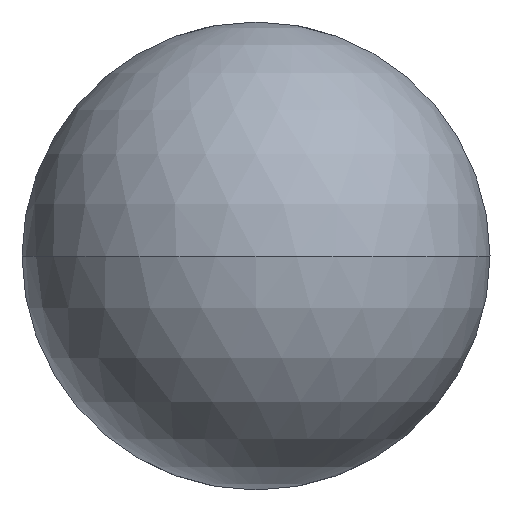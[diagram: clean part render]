
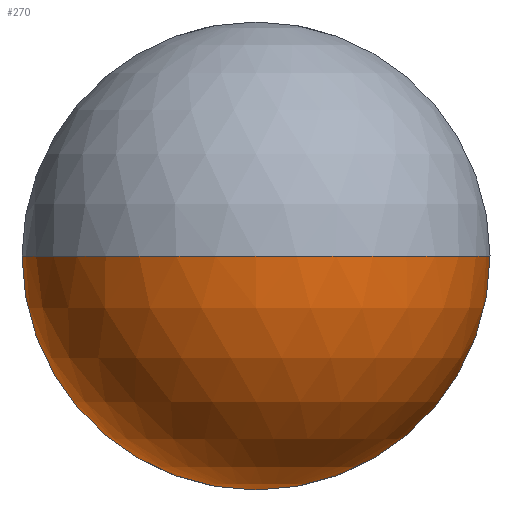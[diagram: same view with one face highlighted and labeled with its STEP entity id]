
A CAD part, front view. The second image highlights one B-rep face of the part: STEP entity #270.
In plain terms, the highlighted spherical face has radius 6.35 mm.
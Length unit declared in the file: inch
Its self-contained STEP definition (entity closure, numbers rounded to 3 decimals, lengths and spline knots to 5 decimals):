
#9 = VERTEX_POINT ( 'NONE', #167 ) ;
#21 = CARTESIAN_POINT ( 'NONE',  ( 0.25, 0.25, 0. ) ) ;
#24 = CIRCLE ( 'NONE', #244, 0.25 ) ;
#50 = CARTESIAN_POINT ( 'NONE',  ( 0., 0., 0. ) ) ;
#75 = DIRECTION ( 'NONE',  ( 0., 0., 1. ) ) ;
#83 = VERTEX_POINT ( 'NONE', #21 ) ;
#91 = VERTEX_POINT ( 'NONE', #101 ) ;
#101 = CARTESIAN_POINT ( 'NONE',  ( 0., 0.25, -0.25 ) ) ;
#121 = AXIS2_PLACEMENT_3D ( 'NONE', #162, #494, #134 ) ;
#127 = EDGE_CURVE ( 'NONE', #9, #91, #276, .T. ) ;
#134 = DIRECTION ( 'NONE',  ( 0., 0., -1. ) ) ;
#136 = VERTEX_POINT ( 'NONE', #50 ) ;
#144 = CIRCLE ( 'NONE', #121, 0.25 ) ;
#153 = AXIS2_PLACEMENT_3D ( 'NONE', #477, #259, #251 ) ;
#157 = CARTESIAN_POINT ( 'NONE',  ( 0., 0.25, 0. ) ) ;
#162 = CARTESIAN_POINT ( 'NONE',  ( 0., 0.25, 0. ) ) ;
#167 = CARTESIAN_POINT ( 'NONE',  ( -0.25, 0.25, 0. ) ) ;
#203 = AXIS2_PLACEMENT_3D ( 'NONE', #157, #394, #398 ) ;
#204 = EDGE_CURVE ( 'NONE', #9, #136, #24, .T. ) ;
#209 = ORIENTED_EDGE ( 'NONE', *, *, #479, .T. ) ;
#241 = EDGE_CURVE ( 'NONE', #91, #83, #144, .T. ) ;
#244 = AXIS2_PLACEMENT_3D ( 'NONE', #442, #75, #351 ) ;
#245 = FACE_OUTER_BOUND ( 'NONE', #509, .T. ) ;
#251 = DIRECTION ( 'NONE',  ( 0., 0., -1. ) ) ;
#257 = DIRECTION ( 'NONE',  ( -1., 0., 0. ) ) ;
#258 = ORIENTED_EDGE ( 'NONE', *, *, #127, .T. ) ;
#259 = DIRECTION ( 'NONE',  ( 0., -1., 0. ) ) ;
#270 = ADVANCED_FACE ( 'NONE', ( #245 ), #372, .T. ) ;
#276 = CIRCLE ( 'NONE', #153, 0.25 ) ;
#287 = DIRECTION ( 'NONE',  ( 0., 0., -1. ) ) ;
#351 = DIRECTION ( 'NONE',  ( 1., 0., 0. ) ) ;
#371 = CARTESIAN_POINT ( 'NONE',  ( 0., 0.25, 0. ) ) ;
#372 = SPHERICAL_SURFACE ( 'NONE', #414, 0.25 ) ;
#394 = DIRECTION ( 'NONE',  ( 0., 0., -1. ) ) ;
#398 = DIRECTION ( 'NONE',  ( -1., 0., 0. ) ) ;
#414 = AXIS2_PLACEMENT_3D ( 'NONE', #371, #287, #257 ) ;
#428 = CIRCLE ( 'NONE', #203, 0.25 ) ;
#442 = CARTESIAN_POINT ( 'NONE',  ( 0., 0.25, 0. ) ) ;
#475 = ORIENTED_EDGE ( 'NONE', *, *, #241, .T. ) ;
#477 = CARTESIAN_POINT ( 'NONE',  ( 0., 0.25, 0. ) ) ;
#479 = EDGE_CURVE ( 'NONE', #83, #136, #428, .T. ) ;
#480 = ORIENTED_EDGE ( 'NONE', *, *, #204, .F. ) ;
#494 = DIRECTION ( 'NONE',  ( 0., -1., 0. ) ) ;
#509 = EDGE_LOOP ( 'NONE', ( #258, #475, #209, #480 ) ) ;
